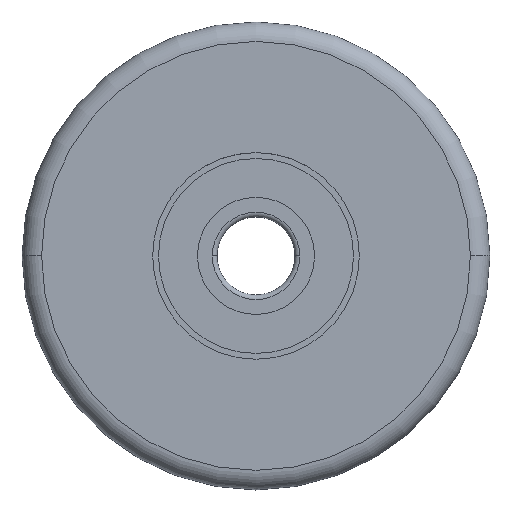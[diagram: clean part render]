
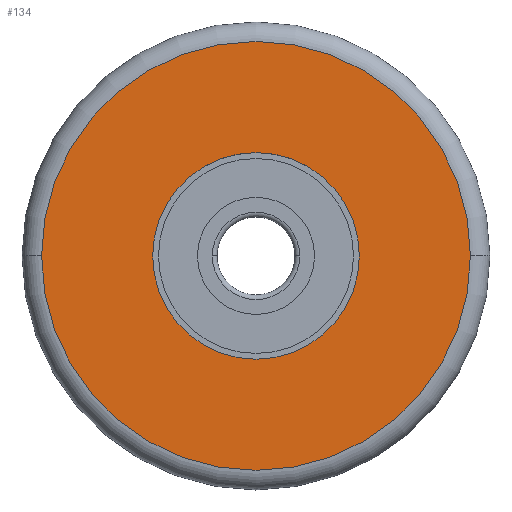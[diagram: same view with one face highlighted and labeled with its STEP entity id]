
A CAD part, top view. The second image highlights one B-rep face of the part: STEP entity #134.
In plain terms, the highlighted face is planar.
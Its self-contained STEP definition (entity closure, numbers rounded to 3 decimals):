
#134 = ADVANCED_FACE ( 'NONE', ( #1502, #1907 ), #2523, .F. ) ;
#285 = DIRECTION ( 'NONE',  ( -1., 0., 0. ) ) ;
#352 = ORIENTED_EDGE ( 'NONE', *, *, #2522, .F. ) ;
#416 = AXIS2_PLACEMENT_3D ( 'NONE', #1988, #801, #2002 ) ;
#579 = CARTESIAN_POINT ( 'NONE',  ( -7.5, 13.25, 0. ) ) ;
#617 = ORIENTED_EDGE ( 'NONE', *, *, #2444, .F. ) ;
#679 = DIRECTION ( 'NONE',  ( 0., 0., 1. ) ) ;
#708 = CIRCLE ( 'NONE', #762, 13.25 ) ;
#762 = AXIS2_PLACEMENT_3D ( 'NONE', #833, #285, #679 ) ;
#801 = DIRECTION ( 'NONE',  ( -1., 0., 0. ) ) ;
#833 = CARTESIAN_POINT ( 'NONE',  ( -7.5, 0., 0. ) ) ;
#844 = CARTESIAN_POINT ( 'NONE',  ( -7.5, 0., 0. ) ) ;
#886 = DIRECTION ( 'NONE',  ( -1., 0., 0. ) ) ;
#962 = EDGE_CURVE ( 'NONE', #1510, #1281, #2454, .T. ) ;
#979 = AXIS2_PLACEMENT_3D ( 'NONE', #2043, #886, #1073 ) ;
#1012 = CARTESIAN_POINT ( 'NONE',  ( -7.5, 0., 27.5 ) ) ;
#1048 = EDGE_CURVE ( 'NONE', #1281, #1510, #1622, .T. ) ;
#1073 = DIRECTION ( 'NONE',  ( 0., 0., -1. ) ) ;
#1189 = DIRECTION ( 'NONE',  ( 1., 0., 0. ) ) ;
#1197 = DIRECTION ( 'NONE',  ( 0., 0., -1. ) ) ;
#1281 = VERTEX_POINT ( 'NONE', #2289 ) ;
#1374 = ORIENTED_EDGE ( 'NONE', *, *, #1048, .T. ) ;
#1388 = AXIS2_PLACEMENT_3D ( 'NONE', #579, #1189, #1197 ) ;
#1415 = DIRECTION ( 'NONE',  ( 0., 0., -1. ) ) ;
#1479 = ORIENTED_EDGE ( 'NONE', *, *, #962, .T. ) ;
#1502 = FACE_OUTER_BOUND ( 'NONE', #2127, .T. ) ;
#1506 = VERTEX_POINT ( 'NONE', #2184 ) ;
#1510 = VERTEX_POINT ( 'NONE', #1012 ) ;
#1513 = VERTEX_POINT ( 'NONE', #2385 ) ;
#1622 = CIRCLE ( 'NONE', #979, 27.5 ) ;
#1804 = DIRECTION ( 'NONE',  ( -1., 0., 0. ) ) ;
#1907 = FACE_BOUND ( 'NONE', #2401, .T. ) ;
#1988 = CARTESIAN_POINT ( 'NONE',  ( -7.5, 0., 0. ) ) ;
#2002 = DIRECTION ( 'NONE',  ( 0., 0., 1. ) ) ;
#2015 = AXIS2_PLACEMENT_3D ( 'NONE', #844, #1804, #1415 ) ;
#2043 = CARTESIAN_POINT ( 'NONE',  ( -7.5, 0., 0. ) ) ;
#2127 = EDGE_LOOP ( 'NONE', ( #1374, #1479 ) ) ;
#2184 = CARTESIAN_POINT ( 'NONE',  ( -7.5, 0., -13.25 ) ) ;
#2289 = CARTESIAN_POINT ( 'NONE',  ( -7.5, 0., -27.5 ) ) ;
#2385 = CARTESIAN_POINT ( 'NONE',  ( -7.5, 0., 13.25 ) ) ;
#2401 = EDGE_LOOP ( 'NONE', ( #617, #352 ) ) ;
#2444 = EDGE_CURVE ( 'NONE', #1513, #1506, #708, .T. ) ;
#2454 = CIRCLE ( 'NONE', #2015, 27.5 ) ;
#2519 = CIRCLE ( 'NONE', #416, 13.25 ) ;
#2522 = EDGE_CURVE ( 'NONE', #1506, #1513, #2519, .T. ) ;
#2523 = PLANE ( 'NONE',  #1388 ) ;
